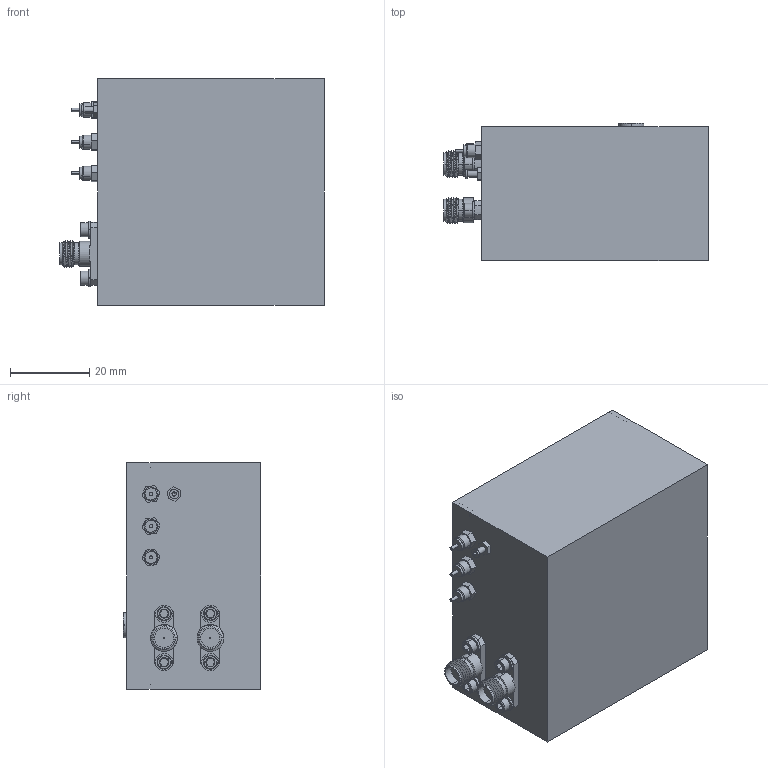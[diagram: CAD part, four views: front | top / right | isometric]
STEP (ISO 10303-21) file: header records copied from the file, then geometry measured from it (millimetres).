
FILE_DESCRIPTION (( 'STEP AP203' ), '1' );
FILE_NAME ('SOP-12310113-SF-IC.STEP', '2019-04-09T23:25:47', ( '' ), ( '' ), 'SwSTEP 2.0', 'SolidWorks 2016', '' );
FILE_SCHEMA (( 'CONFIG_CONTROL_DESIGN' ));
Length unit declared in the file: inch
Products named in the file (1): SOP-12310113-SF-IC
Bounding box: 66.67 x 34.68 x 57.15 mm (x, y, z)
Volume: 111247.9 mm3; surface area: 16925.5 mm2
Topology: 16 solids, 16 shells, 649 faces, 1611 edges, 1009 vertices
Faces by surface type: cylinder 343, plane 157, cone 116, bspline 23, torus 10
Entity records: 29408 total; most frequent: CARTESIAN_POINT 15326, ORIENTED_EDGE 3170, DIRECTION 2675, EDGE_CURVE 1585, VERTEX_POINT 1009, AXIS2_PLACEMENT_3D 1008, EDGE_LOOP 704, VECTOR 659
